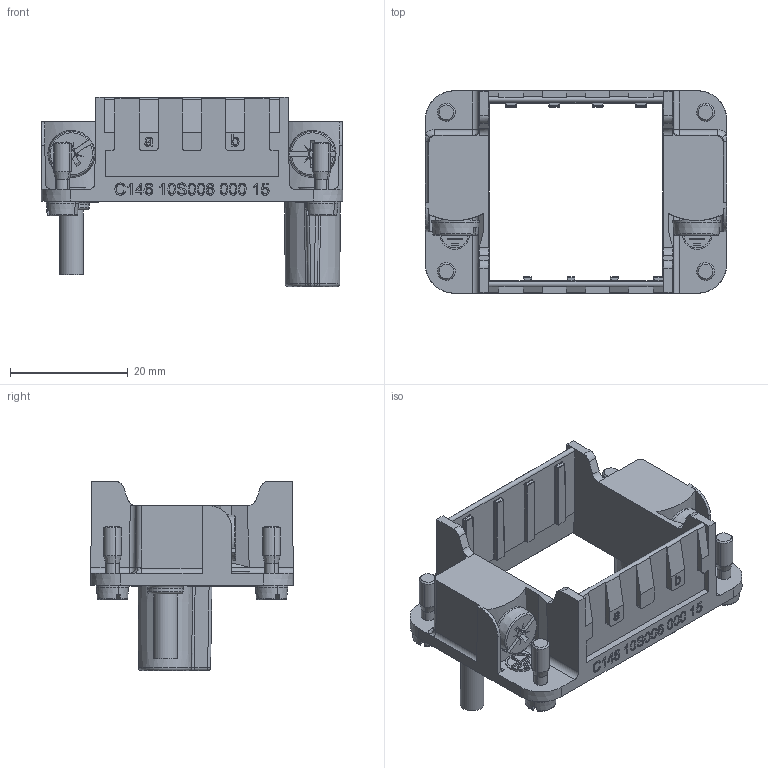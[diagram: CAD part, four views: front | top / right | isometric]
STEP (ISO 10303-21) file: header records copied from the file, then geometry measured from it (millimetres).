
FILE_DESCRIPTION(/* description */ (''),/* implementation_level */ '2;1');
FILE_NAME(/* name */ 'c146 10s006 000 15.stp',/* time_stamp */ '2017-12-12T10:45:10+01:00',/* author */ (''),/* organization */ (''),/* preprocessor_version */ 'ST-DEVELOPER v16',/* originating_system */ 'SIEMENS PLM Software NX 11.0',/* authorisation */ '');
FILE_SCHEMA (('AP203_CONFIGURATION_CONTROLLED_3D_DESIGN_OF_MECHANICAL_PARTS_AND_ASSEMBLIES_MIM_LF { 1 0 10303 403 2 1 2}'));
Length unit declared in the file: millimetre
Products named in the file (1): 13245nxs001-01
Bounding box: 51.2 x 34.4 x 32.1 mm (x, y, z)
Volume: 8980 mm3; surface area: 8216.5 mm2
Topology: 1 solids, 1 shells, 1335 faces, 3403 edges, 2200 vertices
Faces by surface type: plane 731, extrusion 262, cylinder 186, cone 82, torus 28, bspline 27, sphere 19
Full cylindrical faces by diameter (mm): 3 x3, 3.6 x1, 4 x1, 4.5 x2, 6 x2, 8 x2
Entity records: 47099 total; most frequent: CARTESIAN_POINT 16103, ORIENTED_EDGE 6740, DIRECTION 5491, EDGE_CURVE 3370, VECTOR 2325, VERTEX_POINT 2197, LINE 2063, AXIS2_PLACEMENT_3D 1583
